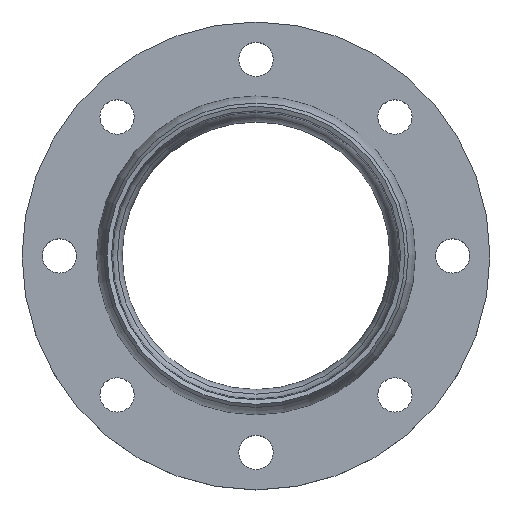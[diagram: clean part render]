
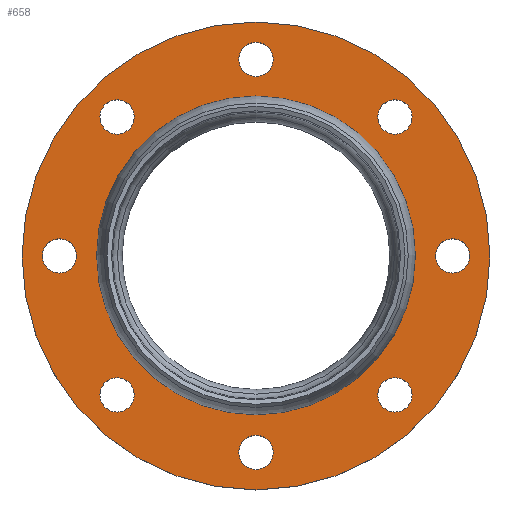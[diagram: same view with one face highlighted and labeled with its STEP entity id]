
A CAD part, top view. The second image highlights one B-rep face of the part: STEP entity #658.
In plain terms, the highlighted planar face has unit normal (0, 0, 1).
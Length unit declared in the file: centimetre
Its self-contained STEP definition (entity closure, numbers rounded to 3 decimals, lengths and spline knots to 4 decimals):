
#18=FACE_BOUND('',#179,.T.);
#19=FACE_BOUND('',#180,.T.);
#20=FACE_BOUND('',#181,.T.);
#21=FACE_BOUND('',#182,.T.);
#22=FACE_BOUND('',#183,.T.);
#23=FACE_BOUND('',#184,.T.);
#24=FACE_BOUND('',#185,.T.);
#25=FACE_BOUND('',#186,.T.);
#26=FACE_BOUND('',#187,.T.);
#36=PLANE('',#769);
#142=FACE_OUTER_BOUND('',#178,.T.);
#178=EDGE_LOOP('',(#592));
#179=EDGE_LOOP('',(#593));
#180=EDGE_LOOP('',(#594));
#181=EDGE_LOOP('',(#595));
#182=EDGE_LOOP('',(#596));
#183=EDGE_LOOP('',(#597));
#184=EDGE_LOOP('',(#598));
#185=EDGE_LOOP('',(#599));
#186=EDGE_LOOP('',(#600));
#187=EDGE_LOOP('',(#601));
#250=CIRCLE('',#740,5.5);
#252=CIRCLE('',#743,5.5);
#254=CIRCLE('',#746,5.5);
#256=CIRCLE('',#749,5.5);
#258=CIRCLE('',#752,5.5);
#260=CIRCLE('',#755,45.15);
#262=CIRCLE('',#758,5.5);
#264=CIRCLE('',#761,5.5);
#266=CIRCLE('',#764,5.5);
#268=CIRCLE('',#767,75.);
#310=VERTEX_POINT('',#1147);
#312=VERTEX_POINT('',#1153);
#314=VERTEX_POINT('',#1159);
#316=VERTEX_POINT('',#1165);
#318=VERTEX_POINT('',#1171);
#320=VERTEX_POINT('',#1177);
#322=VERTEX_POINT('',#1183);
#324=VERTEX_POINT('',#1189);
#326=VERTEX_POINT('',#1195);
#328=VERTEX_POINT('',#1201);
#394=EDGE_CURVE('',#310,#310,#250,.T.);
#397=EDGE_CURVE('',#312,#312,#252,.T.);
#400=EDGE_CURVE('',#314,#314,#254,.T.);
#403=EDGE_CURVE('',#316,#316,#256,.T.);
#406=EDGE_CURVE('',#318,#318,#258,.T.);
#409=EDGE_CURVE('',#320,#320,#260,.T.);
#412=EDGE_CURVE('',#322,#322,#262,.T.);
#415=EDGE_CURVE('',#324,#324,#264,.T.);
#418=EDGE_CURVE('',#326,#326,#266,.T.);
#421=EDGE_CURVE('',#328,#328,#268,.T.);
#592=ORIENTED_EDGE('',*,*,#421,.T.);
#593=ORIENTED_EDGE('',*,*,#418,.T.);
#594=ORIENTED_EDGE('',*,*,#415,.T.);
#595=ORIENTED_EDGE('',*,*,#412,.T.);
#596=ORIENTED_EDGE('',*,*,#409,.T.);
#597=ORIENTED_EDGE('',*,*,#406,.T.);
#598=ORIENTED_EDGE('',*,*,#403,.T.);
#599=ORIENTED_EDGE('',*,*,#400,.T.);
#600=ORIENTED_EDGE('',*,*,#397,.T.);
#601=ORIENTED_EDGE('',*,*,#394,.T.);
#658=ADVANCED_FACE('',(#142,#18,#19,#20,#21,#22,#23,#24,#25,#26),#36,.T.);
#740=AXIS2_PLACEMENT_3D('',#1148,#941,#942);
#743=AXIS2_PLACEMENT_3D('',#1154,#948,#949);
#746=AXIS2_PLACEMENT_3D('',#1160,#955,#956);
#749=AXIS2_PLACEMENT_3D('',#1166,#962,#963);
#752=AXIS2_PLACEMENT_3D('',#1172,#969,#970);
#755=AXIS2_PLACEMENT_3D('',#1178,#976,#977);
#758=AXIS2_PLACEMENT_3D('',#1184,#983,#984);
#761=AXIS2_PLACEMENT_3D('',#1190,#990,#991);
#764=AXIS2_PLACEMENT_3D('',#1196,#997,#998);
#767=AXIS2_PLACEMENT_3D('',#1202,#1004,#1005);
#769=AXIS2_PLACEMENT_3D('',#1206,#1009,#1010);
#941=DIRECTION('center_axis',(0.,0.,-1.));
#942=DIRECTION('ref_axis',(1.,0.,0.));
#948=DIRECTION('center_axis',(0.,0.,-1.));
#949=DIRECTION('ref_axis',(-1.,0.,0.));
#955=DIRECTION('center_axis',(0.,0.,-1.));
#956=DIRECTION('ref_axis',(-1.,0.,0.));
#962=DIRECTION('center_axis',(0.,0.,-1.));
#963=DIRECTION('ref_axis',(-1.,0.,0.));
#969=DIRECTION('center_axis',(0.,0.,-1.));
#970=DIRECTION('ref_axis',(1.,0.,0.));
#976=DIRECTION('center_axis',(0.,0.,-1.));
#977=DIRECTION('ref_axis',(1.,0.,0.));
#983=DIRECTION('center_axis',(0.,0.,-1.));
#984=DIRECTION('ref_axis',(1.,0.,0.));
#990=DIRECTION('center_axis',(0.,0.,-1.));
#991=DIRECTION('ref_axis',(1.,0.,0.));
#997=DIRECTION('center_axis',(0.,0.,-1.));
#998=DIRECTION('ref_axis',(1.,0.,0.));
#1004=DIRECTION('center_axis',(0.,0.,1.));
#1005=DIRECTION('ref_axis',(1.,0.,0.));
#1009=DIRECTION('center_axis',(0.,0.,1.));
#1010=DIRECTION('ref_axis',(1.,0.,0.));
#1147=CARTESIAN_POINT('',(143.4875,234.4444,-51.1301));
#1148=CARTESIAN_POINT('Origin',(148.9875,234.4444,-51.1301));
#1153=CARTESIAN_POINT('',(172.9397,278.9922,-51.1301));
#1154=CARTESIAN_POINT('Origin',(167.4397,278.9922,-51.1301));
#1159=CARTESIAN_POINT('',(217.4875,297.4444,-51.1301));
#1160=CARTESIAN_POINT('Origin',(211.9875,297.4444,-51.1301));
#1165=CARTESIAN_POINT('',(262.0352,278.9922,-51.1301));
#1166=CARTESIAN_POINT('Origin',(256.5352,278.9922,-51.1301));
#1171=CARTESIAN_POINT('',(269.4875,234.4444,-51.1301));
#1172=CARTESIAN_POINT('Origin',(274.9875,234.4444,-51.1301));
#1177=CARTESIAN_POINT('',(166.8375,234.4444,-51.1301));
#1178=CARTESIAN_POINT('Origin',(211.9875,234.4444,-51.1301));
#1183=CARTESIAN_POINT('',(251.0352,189.8967,-51.1301));
#1184=CARTESIAN_POINT('Origin',(256.5352,189.8967,-51.1301));
#1189=CARTESIAN_POINT('',(206.4875,171.4444,-51.1301));
#1190=CARTESIAN_POINT('Origin',(211.9875,171.4444,-51.1301));
#1195=CARTESIAN_POINT('',(161.9397,189.8967,-51.1301));
#1196=CARTESIAN_POINT('Origin',(167.4397,189.8967,-51.1301));
#1201=CARTESIAN_POINT('',(286.9875,234.4444,-51.1301));
#1202=CARTESIAN_POINT('Origin',(211.9875,234.4444,-51.1301));
#1206=CARTESIAN_POINT('Origin',(211.9875,234.4444,-51.1301));
